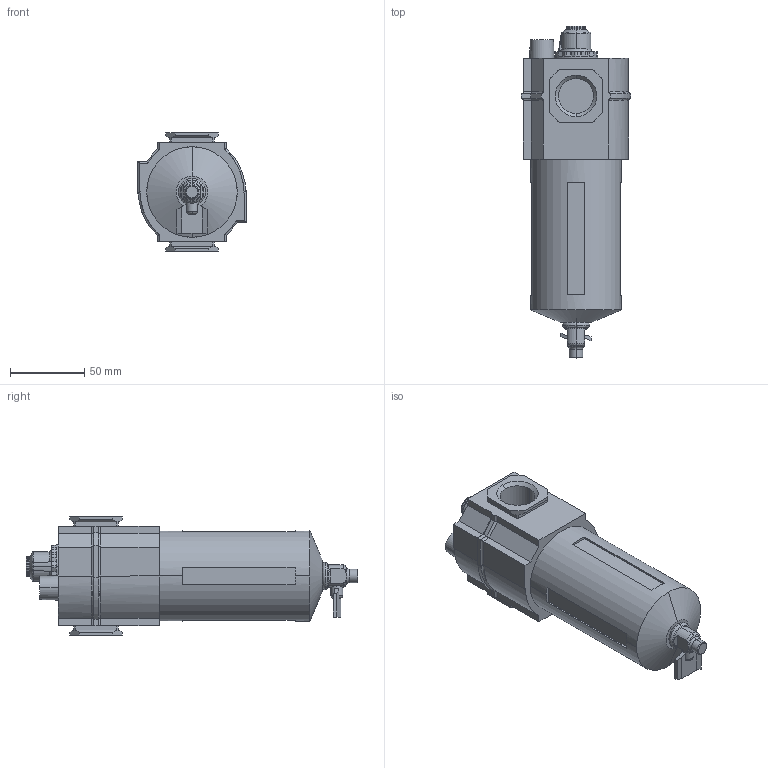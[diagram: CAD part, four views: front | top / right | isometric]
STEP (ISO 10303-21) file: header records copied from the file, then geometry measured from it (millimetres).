
FILE_DESCRIPTION (( 'STEP AP214' ), '1' );
FILE_NAME ('Norgren-L74M-6AP-QPN.step', '2019-03-03T16:23:42', ( '' ), ( '' ), 'SwSTEP 2.0', 'SolidWorks 2019', '' );
FILE_SCHEMA (( 'AUTOMOTIVE_DESIGN' ));
Length unit declared in the file: millimetre
Products named in the file (8): Norgren-L74M-6AP-QPN_L74MC_ss_03; Norgren-L74M-6AP-QPN_L74MC_ss_73; Norgren-L74M-6AP-QPN_L74MC_ss_32_Q; Norgren-L74M-6AP-QPN_L74MC_ss_14; Norgren-L74M-6AP-QPN_L74MC_ss_68; Norgren-L74M-6AP-QPN_LC_74p_Q; Norgren-L74M-6AP-QPN; Norgren-L74M-6AP-QPN_LC_74-6_w
Assembly tree (7 placements, depth 3):
  Norgren-L74M-6AP-QPN
    Norgren-L74M-6AP-QPN_LC_74p_Q
      Norgren-L74M-6AP-QPN_L74MC_ss_32_Q
      Norgren-L74M-6AP-QPN_L74MC_ss_03
    Norgren-L74M-6AP-QPN_LC_74-6_w
      Norgren-L74M-6AP-QPN_L74MC_ss_14
      Norgren-L74M-6AP-QPN_L74MC_ss_68
    Norgren-L74M-6AP-QPN_L74MC_ss_73
Bounding box: 73.5 x 223.7 x 80 mm (x, y, z)
Volume: 397036.3 mm3; surface area: 85716.7 mm2
Topology: 5 solids, 7 shells, 307 faces, 757 edges, 477 vertices
Faces by surface type: plane 155, cylinder 79, bspline 61, torus 8, cone 4
Entity records: 14019 total; most frequent: CARTESIAN_POINT 3987, ORIENTED_EDGE 1514, DIRECTION 1419, EDGE_CURVE 757, AXIS2_PLACEMENT_3D 481, VERTEX_POINT 477, LINE 457, VECTOR 457
